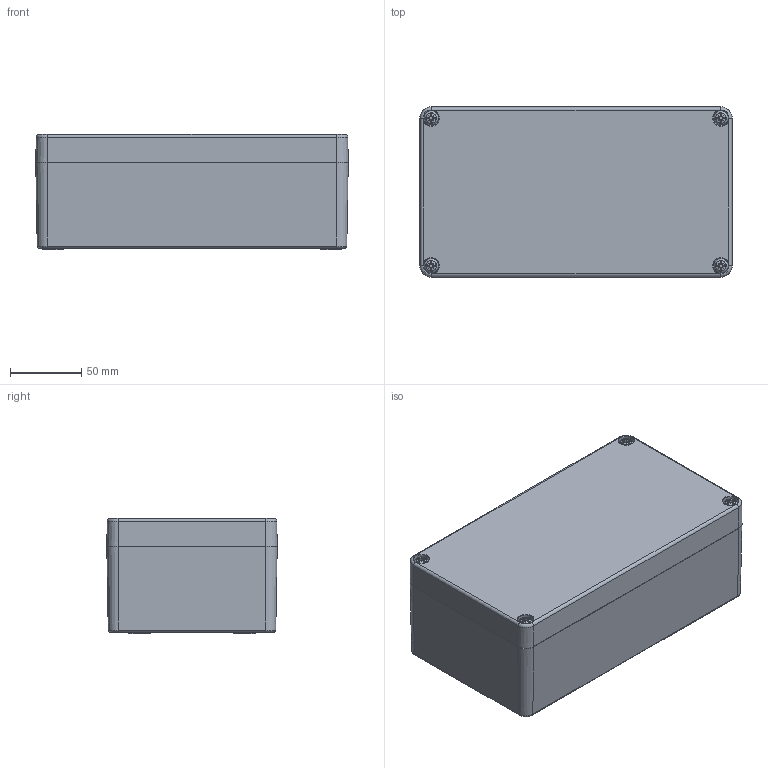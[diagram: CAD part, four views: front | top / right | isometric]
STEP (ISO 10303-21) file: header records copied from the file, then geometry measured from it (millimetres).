
FILE_DESCRIPTION((''),'2;1');
FILE_NAME('0101102200-MBA_221280_VE.stp','2014-10-20T09:49:42',('robin.rentz'),(''),'Autodesk Inventor 2012','Autodesk Inventor 2012','');
FILE_SCHEMA(('CONFIG_CONTROL_DESIGN'));
Length unit declared in the file: millimetre
Products named in the file (5): 0101102200-MBA_221280_VE; 0100102202-UT_221280-221290_VE; 0100102201-OT_221280_VE; Schraube BM 6x25; xxx-O-Ring-MBA_221280
Assembly tree (7 placements, depth 2):
  0101102200-MBA_221280_VE
    0100102202-UT_221280-221290_VE
    0100102201-OT_221280_VE
    Schraube BM 6x25  x4
    xxx-O-Ring-MBA_221280
Bounding box: 220 x 120 x 81 mm (x, y, z)
Volume: 468975.1 mm3; surface area: 231701.9 mm2
Topology: 7 solids, 7 shells, 1524 faces, 3843 edges, 2442 vertices
Faces by surface type: plane 587, bspline 490, cylinder 204, cone 124, torus 114, sphere 5
Full cylindrical faces by diameter (mm): 4.917 x11, 5 x4, 6 x4, 7.2 x5, 7.5 x8, 8 x5, 8.5 x4, 10 x4, 10.2 x4, 11 x4, 12 x2
Entity records: 62865 total; most frequent: CARTESIAN_POINT 32374, ORIENTED_EDGE 6826, DIRECTION 4983, EDGE_CURVE 3413, VERTEX_POINT 2224, VECTOR 1775, LINE 1775, EDGE_LOOP 1625
